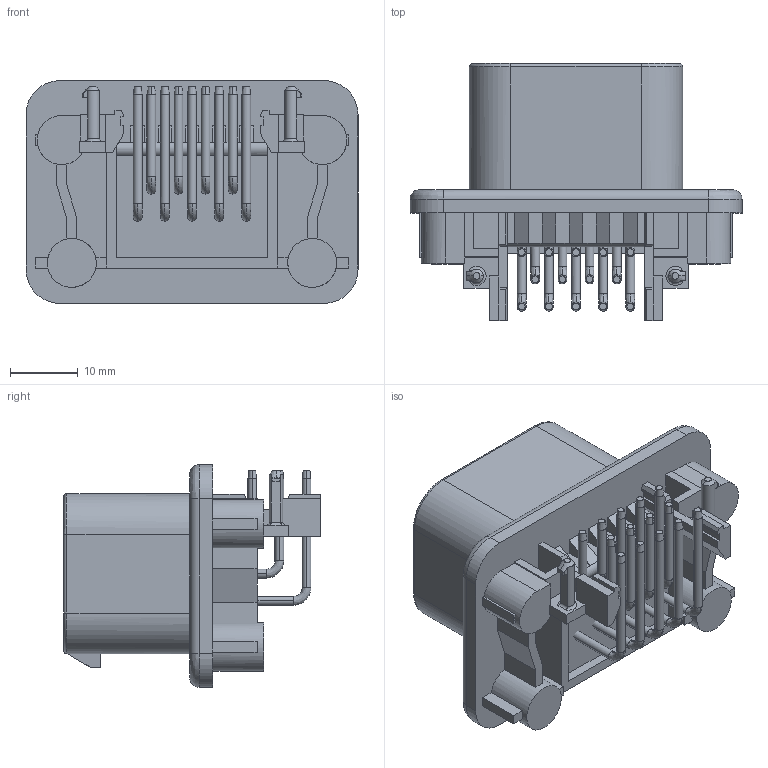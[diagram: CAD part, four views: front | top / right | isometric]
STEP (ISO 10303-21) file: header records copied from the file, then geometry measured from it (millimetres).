
FILE_DESCRIPTION( ('This file contains a STEP AP42 implementation' ,'as created by ZW3D STEP Interface translator.') ,'2;1' );
FILE_NAME( '74040-3MR014ABSMJAX(W).stp' ,'23 313.202454', (''), ('ZWCAD Software Co.'), 'Version 1.0', 'ZW3D to STEP translator', '' );
FILE_SCHEMA(('AUTOMOTIVE_DESIGN { 1 0 10303 214 1 1 1 1 }'));
Length unit declared in the file: millimetre
Products named in the file (4): 0; 11; l415-90.prt; l255-90.prt
Assembly tree (10 placements, depth 2):
  0
  11
    l415-90.prt  x5
    l255-90.prt  x5
Bounding box: 48.9 x 37.85 x 32.8 mm (x, y, z)
Volume: 11436.5 mm3; surface area: 13071.3 mm2
Topology: 11 solids, 15 shells, 1889 faces, 5212 edges, 3344 vertices
Faces by surface type: plane 1031, cylinder 394, bspline 330, cone 92, sphere 42
Full cylindrical faces by diameter (mm): 7.2 x2
Entity records: 82961 total; most frequent: CARTESIAN_POINT 54173, ORIENTED_EDGE 7536, EDGE_CURVE 3768, B_SPLINE_CURVE_WITH_KNOTS 3536, DIRECTION 2730, VERTEX_POINT 2440, EDGE_LOOP 1452, FACE_OUTER_BOUND 1377
